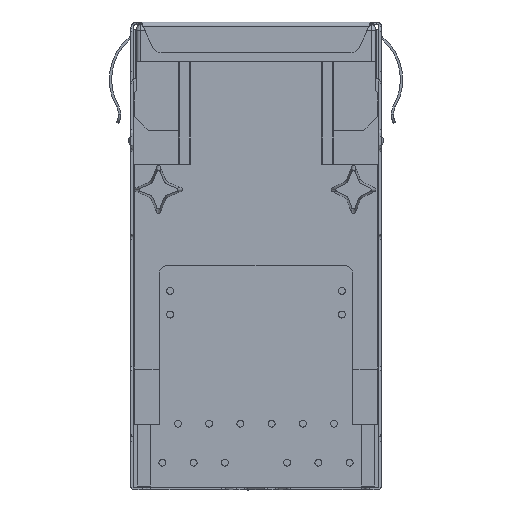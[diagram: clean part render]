
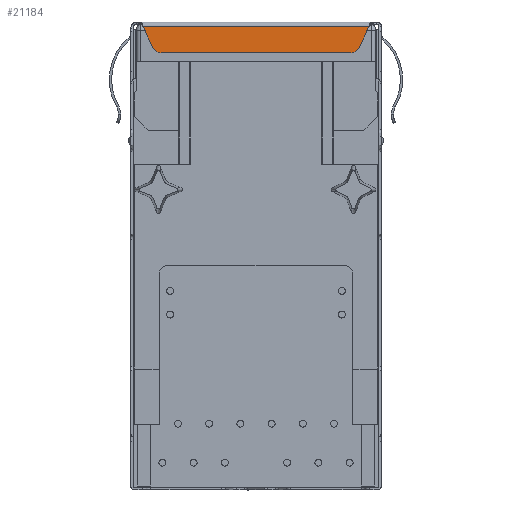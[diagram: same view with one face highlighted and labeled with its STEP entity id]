
A CAD part, front view. The second image highlights one B-rep face of the part: STEP entity #21184.
In plain terms, the highlighted planar face has unit normal (0, -1, 0).
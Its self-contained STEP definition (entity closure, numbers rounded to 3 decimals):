
#3783=CARTESIAN_POINT('',(7.355,0.,-0.1));
#4130=DIRECTION('',(-0.423,0.,0.906));
#4131=VECTOR('',#4130,1.494);
#4132=CARTESIAN_POINT('',(-6.724,0.,-1.454));
#4133=LINE('',#4132,#4131);
#4134=DIRECTION('',(1.,0.,0.));
#4135=VECTOR('',#4134,14.71);
#4136=CARTESIAN_POINT('',(-7.355,0.,-0.1));
#4137=LINE('',#4136,#4135);
#4138=DIRECTION('',(-0.423,0.,-0.906));
#4139=VECTOR('',#4138,1.494);
#4140=CARTESIAN_POINT('',(7.355,0.,-0.1));
#4141=LINE('',#4140,#4139);
#4142=CARTESIAN_POINT('',(6.18,0.,-1.2));
#4143=DIRECTION('',(0.,1.,0.));
#4144=DIRECTION('',(0.906,0.,-0.423));
#4145=AXIS2_PLACEMENT_3D('',#4142,#4143,#4144);
#4147=CARTESIAN_POINT('',(-6.18,0.,-1.2));
#4148=DIRECTION('',(0.,1.,0.));
#4149=DIRECTION('',(0.,0.,-1.));
#4150=AXIS2_PLACEMENT_3D('',#4147,#4148,#4149);
#4168=DIRECTION('',(1.,0.,0.));
#4169=VECTOR('',#4168,12.36);
#4170=CARTESIAN_POINT('',(-6.18,0.,-1.8));
#4171=LINE('',#4170,#4169);
#12922=CARTESIAN_POINT('',(-7.355,0.,-0.1));
#12924=VERTEX_POINT('',#12922);
#12925=VERTEX_POINT('',#3783);
#13234=CARTESIAN_POINT('',(-6.724,0.,-1.454));
#13235=VERTEX_POINT('',#13234);
#13236=CARTESIAN_POINT('',(6.724,0.,-1.454));
#13237=VERTEX_POINT('',#13236);
#13238=CARTESIAN_POINT('',(6.18,0.,-1.8));
#13239=VERTEX_POINT('',#13238);
#13240=CARTESIAN_POINT('',(-6.18,0.,-1.8));
#13241=VERTEX_POINT('',#13240);
#21167=CARTESIAN_POINT('',(0.,0.,-0.95));
#21168=DIRECTION('',(0.,1.,0.));
#21169=DIRECTION('',(-1.,0.,0.));
#21170=AXIS2_PLACEMENT_3D('',#21167,#21168,#21169);
#21171=PLANE('',#21170);
#21172=ORIENTED_EDGE('',*,*,#21158,.T.);
#21173=ORIENTED_EDGE('',*,*,#20605,.T.);
#21175=ORIENTED_EDGE('',*,*,#21174,.T.);
#21177=ORIENTED_EDGE('',*,*,#21176,.T.);
#21179=ORIENTED_EDGE('',*,*,#21178,.F.);
#21181=ORIENTED_EDGE('',*,*,#21180,.T.);
#21182=EDGE_LOOP('',(#21172,#21173,#21175,#21177,#21179,#21181));
#21183=FACE_OUTER_BOUND('',#21182,.F.);
#21184=ADVANCED_FACE('',(#21183),#21171,.F.);
#4146=CIRCLE('',#4145,0.6);
#4151=CIRCLE('',#4150,0.6);
#20605=EDGE_CURVE('',#12924,#12925,#4137,.T.);
#21158=EDGE_CURVE('',#13235,#12924,#4133,.T.);
#21174=EDGE_CURVE('',#12925,#13237,#4141,.T.);
#21176=EDGE_CURVE('',#13237,#13239,#4146,.T.);
#21178=EDGE_CURVE('',#13241,#13239,#4171,.T.);
#21180=EDGE_CURVE('',#13241,#13235,#4151,.T.);
